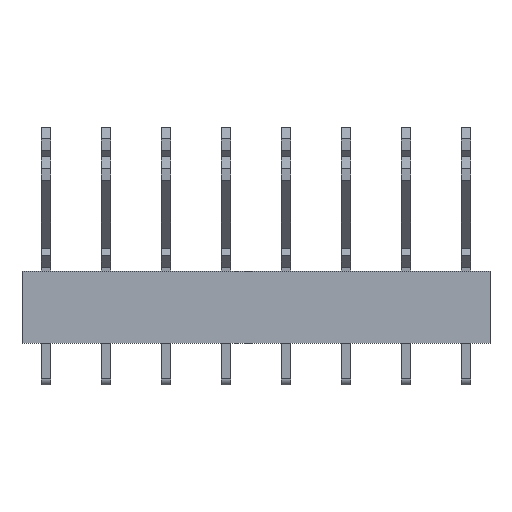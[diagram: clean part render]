
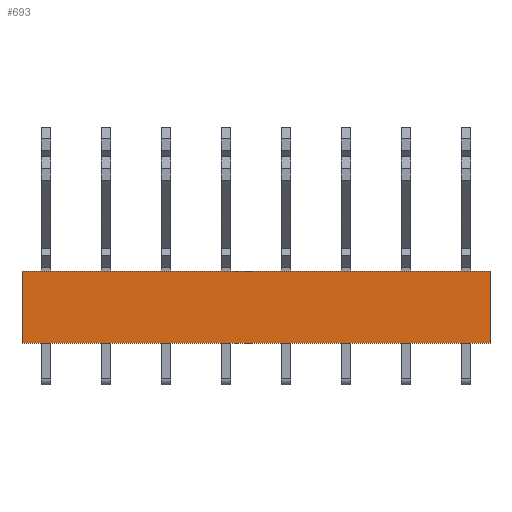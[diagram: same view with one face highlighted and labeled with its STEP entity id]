
A CAD part, front view. The second image highlights one B-rep face of the part: STEP entity #693.
In plain terms, the highlighted planar face has unit normal (0, -1, 0).
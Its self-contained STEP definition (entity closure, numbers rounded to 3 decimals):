
#680=AXIS2_PLACEMENT_3D('Plane Axis2P3D',#677,#678,#679) ;
#42=CARTESIAN_POINT('Vertex',(39.,5.212,3.5)) ;
#45=CARTESIAN_POINT('Line Origine',(19.5,5.212,3.5)) ;
#49=CARTESIAN_POINT('Vertex',(0.,5.212,3.5)) ;
#620=CARTESIAN_POINT('Line Origine',(39.,5.212,6.5)) ;
#624=CARTESIAN_POINT('Vertex',(39.,5.212,9.5)) ;
#655=CARTESIAN_POINT('Vertex',(0.,5.212,9.5)) ;
#665=CARTESIAN_POINT('Line Origine',(0.,5.212,6.5)) ;
#677=CARTESIAN_POINT('Axis2P3D Location',(0.,5.212,9.5)) ;
#682=CARTESIAN_POINT('Line Origine',(19.5,5.212,9.5)) ;
#46=DIRECTION('Vector Direction',(1.,0.,0.)) ;
#621=DIRECTION('Vector Direction',(0.,0.,-1.)) ;
#666=DIRECTION('Vector Direction',(0.,0.,-1.)) ;
#678=DIRECTION('Axis2P3D Direction',(0.,-1.,0.)) ;
#679=DIRECTION('Axis2P3D XDirection',(0.,0.,-1.)) ;
#683=DIRECTION('Vector Direction',(1.,0.,0.)) ;
#47=VECTOR('Line Direction',#46,1.) ;
#622=VECTOR('Line Direction',#621,1.) ;
#667=VECTOR('Line Direction',#666,1.) ;
#684=VECTOR('Line Direction',#683,1.) ;
#688=ORIENTED_EDGE('',*,*,#626,.T.) ;
#689=ORIENTED_EDGE('',*,*,#686,.F.) ;
#690=ORIENTED_EDGE('',*,*,#669,.F.) ;
#691=ORIENTED_EDGE('',*,*,#51,.T.) ;
#693=ADVANCED_FACE('_PCF 5.00/08/135 3.5 OR 9511850000',(#692),#681,.T.) ;
#51=EDGE_CURVE('',#50,#43,#48,.T.) ;
#626=EDGE_CURVE('',#43,#625,#623,.F.) ;
#669=EDGE_CURVE('',#50,#656,#668,.F.) ;
#686=EDGE_CURVE('',#656,#625,#685,.T.) ;
#687=EDGE_LOOP('',(#688,#689,#690,#691)) ;
#692=FACE_OUTER_BOUND('',#687,.T.) ;
#48=LINE('Line',#45,#47) ;
#623=LINE('Line',#620,#622) ;
#668=LINE('Line',#665,#667) ;
#685=LINE('Line',#682,#684) ;
#681=PLANE('',#680) ;
#43=VERTEX_POINT('',#42) ;
#50=VERTEX_POINT('',#49) ;
#625=VERTEX_POINT('',#624) ;
#656=VERTEX_POINT('',#655) ;
